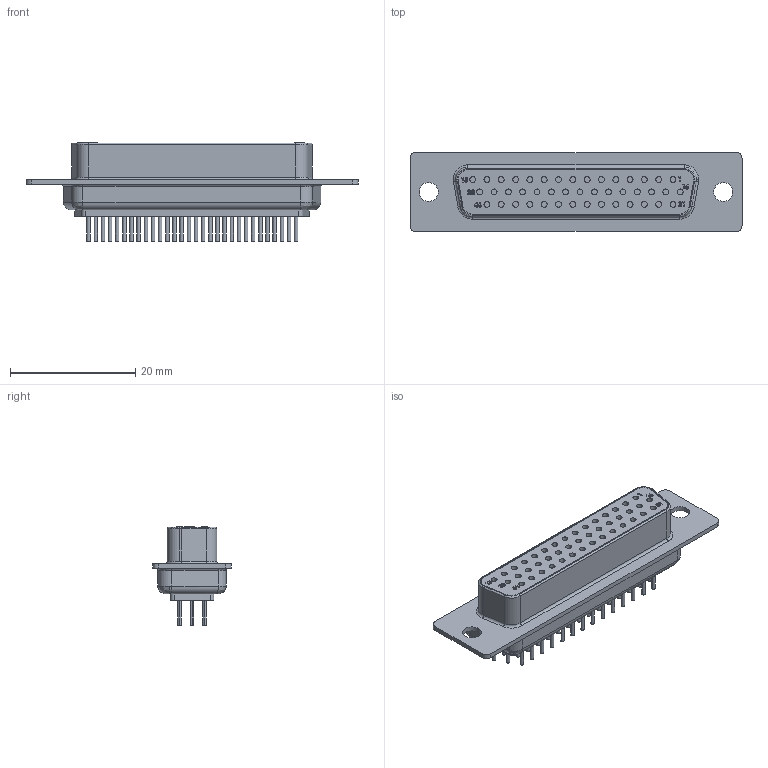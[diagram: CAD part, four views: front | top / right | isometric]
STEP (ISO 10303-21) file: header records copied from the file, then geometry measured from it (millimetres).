
FILE_DESCRIPTION (( 'STEP AP214' ), '1' );
FILE_NAME ('180-044-213R001.STEP', '2021-04-07T17:52:21', ( '' ), ( '' ), 'SwSTEP 2.0', 'SolidWorks 2020', '' );
FILE_SCHEMA (( 'AUTOMOTIVE_DESIGN' ));
Length unit declared in the file: inch
Products named in the file (1): 180-044-213R001
Bounding box: 53.01 x 12.6 x 15.75 mm (x, y, z)
Volume: 4077 mm3; surface area: 4344 mm2
Topology: 1 solids, 1 shells, 633 faces, 1490 edges, 982 vertices
Faces by surface type: plane 285, cylinder 224, bspline 124
Entity records: 27413 total; most frequent: CARTESIAN_POINT 9861, ORIENTED_EDGE 2980, DIRECTION 2729, EDGE_CURVE 1490, VERTEX_POINT 982, AXIS2_PLACEMENT_3D 960, LINE 809, VECTOR 809
